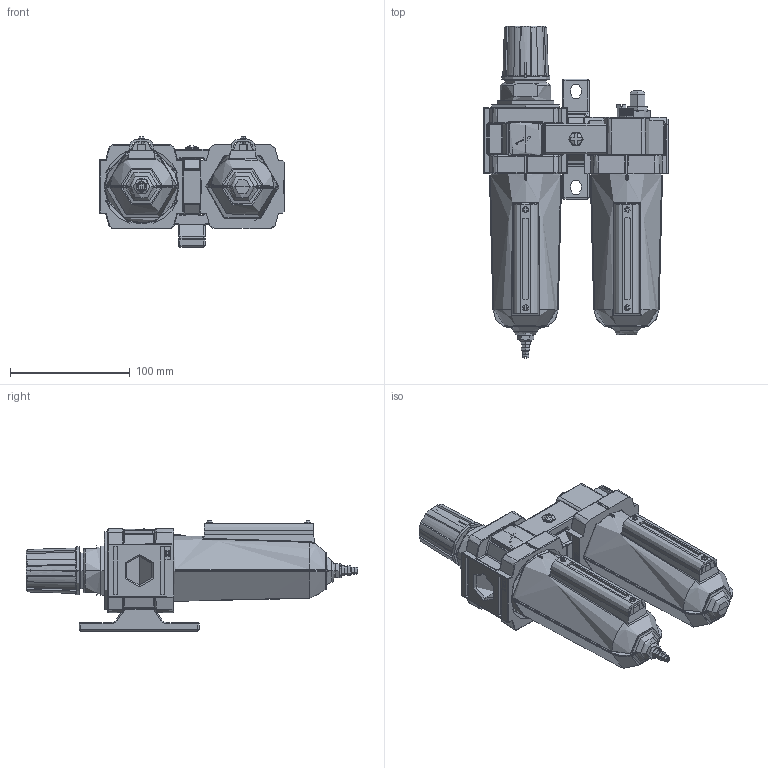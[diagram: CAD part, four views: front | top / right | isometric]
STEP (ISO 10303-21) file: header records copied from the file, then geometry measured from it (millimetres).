
FILE_DESCRIPTION (( 'STEP AP214' ), '1' );
FILE_NAME ('FRL70.STEP', '2021-11-19T07:38:21', ( 'User' ), ( '' ), 'SwSTEP 2.0', 'SolidWorks 2014', '' );
FILE_SCHEMA (( 'AUTOMOTIVE_DESIGN' ));
Length unit declared in the file: millimetre
Products named in the file (54): L8016; F7029; FRL70; L8015; 70液面計; M6螺絲; L8013; F7002; C70-49; L7001; W7001(填補) ; C70-48; L50調油螺絲; C70-47; FR70; L70; 十字圓頭螺絲; R50調壓座; R5010; F2117-1; 埋入壓力錶-1; 1-埋入式壓力錶; 排水閥
Assembly tree (39 placements, depth 3):
  L8016
  FRL70
    FR70
      W7001(填補) 
      F7002
      70液面計
      F7029
      排水閥
      1-埋入式壓力錶
      埋入壓力錶-1
      F2117-1
      十字圓頭螺絲  x4
      R5010
      R50調壓座
    L70
      L50調油螺絲
      L7001
      L8013
      L8015
      L8016
      F7002
      F7029
      70液面計
      十字圓頭螺絲  x2
    C70-47
    C70-48
    C70-49
    M6螺絲
  L8015
  L7001
  L50調油螺絲
Bounding box: 154.09 x 276.88 x 91.87 mm (x, y, z)
Volume: 576375.9 mm3; surface area: 267158.6 mm2
Topology: 28 solids, 30 shells, 4416 faces, 10983 edges, 6751 vertices
Faces by surface type: plane 2068, cylinder 1288, bspline 605, cone 240, torus 139, sphere 76
Entity records: 124551 total; most frequent: CARTESIAN_POINT 45795, ORIENTED_EDGE 16828, DIRECTION 15037, EDGE_CURVE 8414, AXIS2_PLACEMENT_3D 5295, VERTEX_POINT 5242, VECTOR 4447, LINE 4447
